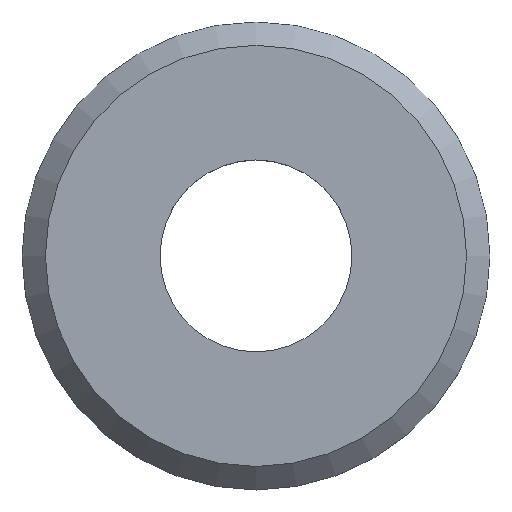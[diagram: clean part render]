
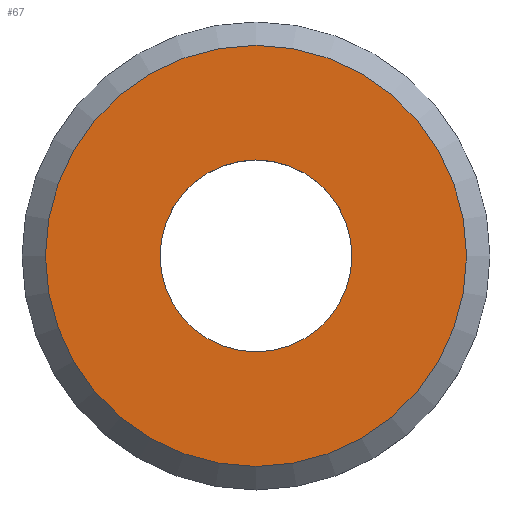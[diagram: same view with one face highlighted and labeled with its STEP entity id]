
A CAD part, top view. The second image highlights one B-rep face of the part: STEP entity #67.
In plain terms, the highlighted planar face has unit normal (0, 0, 1).
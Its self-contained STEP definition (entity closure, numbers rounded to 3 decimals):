
#15=PLANE('',#83);
#21=FACE_BOUND('',#34,.T.);
#26=FACE_OUTER_BOUND('',#33,.T.);
#33=EDGE_LOOP('',(#58));
#34=EDGE_LOOP('',(#59));
#40=CIRCLE('',#80,9.);
#42=CIRCLE('',#84,4.1);
#45=VERTEX_POINT('',#114);
#47=VERTEX_POINT('',#120);
#50=EDGE_CURVE('',#45,#45,#40,.T.);
#52=EDGE_CURVE('',#47,#47,#42,.T.);
#58=ORIENTED_EDGE('',*,*,#50,.F.);
#59=ORIENTED_EDGE('',*,*,#52,.T.);
#67=ADVANCED_FACE('',(#26,#21),#15,.T.);
#80=AXIS2_PLACEMENT_3D('',#115,#94,#95);
#83=AXIS2_PLACEMENT_3D('',#119,#100,#101);
#84=AXIS2_PLACEMENT_3D('',#121,#102,#103);
#94=DIRECTION('center_axis',(0.,0.,-1.));
#95=DIRECTION('ref_axis',(-1.,0.,0.));
#100=DIRECTION('center_axis',(0.,0.,1.));
#101=DIRECTION('ref_axis',(1.,0.,0.));
#102=DIRECTION('center_axis',(0.,0.,-1.));
#103=DIRECTION('ref_axis',(-1.,0.,0.));
#114=CARTESIAN_POINT('',(9.,0.,3.));
#115=CARTESIAN_POINT('Origin',(0.,0.,3.));
#119=CARTESIAN_POINT('Origin',(0.,0.,3.));
#120=CARTESIAN_POINT('',(4.1,0.,3.));
#121=CARTESIAN_POINT('Origin',(0.,0.,3.));
